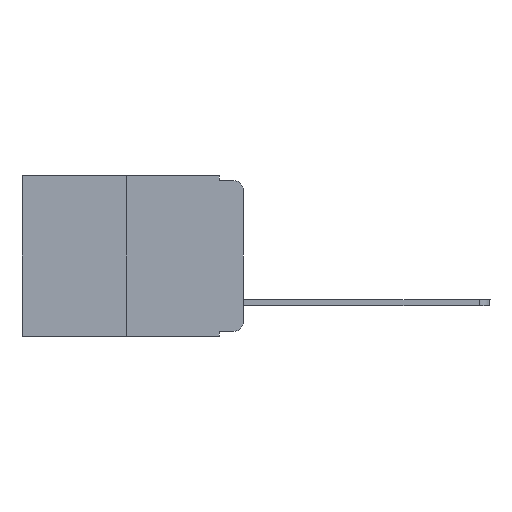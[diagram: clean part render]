
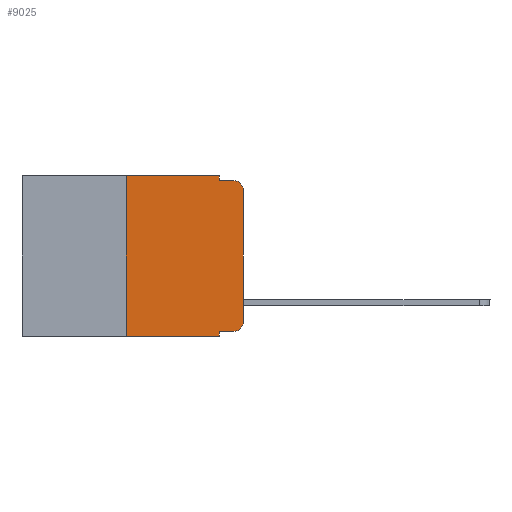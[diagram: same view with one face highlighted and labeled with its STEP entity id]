
A CAD part, left-side view. The second image highlights one B-rep face of the part: STEP entity #9025.
In plain terms, the highlighted planar face has unit normal (-1, 0, 0).
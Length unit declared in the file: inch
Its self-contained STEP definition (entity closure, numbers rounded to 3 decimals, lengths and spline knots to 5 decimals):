
#32 = CARTESIAN_POINT ( 'NONE',  ( 0., 0.25, 0. ) ) ;
#39 = VECTOR ( 'NONE', #14421, 39.37008 ) ;
#335 = LINE ( 'NONE', #6187, #15392 ) ;
#682 = CARTESIAN_POINT ( 'NONE',  ( 0., 0.473, 0. ) ) ;
#843 = CARTESIAN_POINT ( 'NONE',  ( 0., 0., -0.313 ) ) ;
#885 = CARTESIAN_POINT ( 'NONE',  ( 0., 0.051, 0. ) ) ;
#1308 = EDGE_CURVE ( 'NONE', #12743, #11395, #14997, .T. ) ;
#1808 = ORIENTED_EDGE ( 'NONE', *, *, #5778, .F. ) ;
#1950 = DIRECTION ( 'NONE',  ( 0., 0., -1. ) ) ;
#1998 = CARTESIAN_POINT ( 'NONE',  ( 0., 0.02, -0.03 ) ) ;
#2234 = EDGE_CURVE ( 'NONE', #3560, #2253, #11082, .T. ) ;
#2253 = VERTEX_POINT ( 'NONE', #5747 ) ;
#2291 = VERTEX_POINT ( 'NONE', #32 ) ;
#2399 = LINE ( 'NONE', #9072, #5016 ) ;
#2585 = CARTESIAN_POINT ( 'NONE',  ( 0., 0.051, 0. ) ) ;
#2982 = CARTESIAN_POINT ( 'NONE',  ( 0., 0.25, -0.343 ) ) ;
#3143 = DIRECTION ( 'NONE',  ( 0., 0., -1. ) ) ;
#3184 = DIRECTION ( 'NONE',  ( 0., 0., -1. ) ) ;
#3340 = ORIENTED_EDGE ( 'NONE', *, *, #10646, .T. ) ;
#3434 = DIRECTION ( 'NONE',  ( -1., 0., 0. ) ) ;
#3451 = CARTESIAN_POINT ( 'NONE',  ( 0., 0.051, -0.343 ) ) ;
#3491 = EDGE_CURVE ( 'NONE', #13549, #12743, #6430, .T. ) ;
#3560 = VERTEX_POINT ( 'NONE', #13190 ) ;
#3672 = CARTESIAN_POINT ( 'NONE',  ( 0., 0.473, 0. ) ) ;
#3676 = LINE ( 'NONE', #7426, #5935 ) ;
#3779 = DIRECTION ( 'NONE',  ( 0., 0., -1. ) ) ;
#4298 = EDGE_LOOP ( 'NONE', ( #3340, #8869, #14032, #1808, #9922, #11022, #11276, #9569, #15117, #13756 ) ) ;
#4834 = VECTOR ( 'NONE', #6052, 39.37008 ) ;
#4929 = VERTEX_POINT ( 'NONE', #12406 ) ;
#5016 = VECTOR ( 'NONE', #13863, 39.37008 ) ;
#5747 = CARTESIAN_POINT ( 'NONE',  ( 0., 0.02, -0.01 ) ) ;
#5778 = EDGE_CURVE ( 'NONE', #4929, #9716, #11299, .T. ) ;
#5935 = VECTOR ( 'NONE', #7262, 39.37008 ) ;
#6052 = DIRECTION ( 'NONE',  ( 0., -1., 0. ) ) ;
#6060 = PLANE ( 'NONE',  #12462 ) ;
#6187 = CARTESIAN_POINT ( 'NONE',  ( 0., 0.051, -0.01 ) ) ;
#6430 = LINE ( 'NONE', #9825, #39 ) ;
#7262 = DIRECTION ( 'NONE',  ( 0., 0., 1. ) ) ;
#7426 = CARTESIAN_POINT ( 'NONE',  ( 0., 0.25, 0. ) ) ;
#7558 = CARTESIAN_POINT ( 'NONE',  ( 0., 0.02, -0.333 ) ) ;
#7661 = LINE ( 'NONE', #3672, #4834 ) ;
#8377 = VECTOR ( 'NONE', #1950, 39.37008 ) ;
#8417 = CARTESIAN_POINT ( 'NONE',  ( 0., 0.051, -0.333 ) ) ;
#8869 = ORIENTED_EDGE ( 'NONE', *, *, #2234, .T. ) ;
#8961 = AXIS2_PLACEMENT_3D ( 'NONE', #1998, #11699, #3184 ) ;
#9025 = ADVANCED_FACE ( 'NONE', ( #10647 ), #6060, .F. ) ;
#9072 = CARTESIAN_POINT ( 'NONE',  ( 0., 0., 0. ) ) ;
#9392 = EDGE_CURVE ( 'NONE', #12788, #14105, #13619, .T. ) ;
#9427 = DIRECTION ( 'NONE',  ( 1., 0., 0. ) ) ;
#9569 = ORIENTED_EDGE ( 'NONE', *, *, #13735, .F. ) ;
#9716 = VERTEX_POINT ( 'NONE', #14445 ) ;
#9825 = CARTESIAN_POINT ( 'NONE',  ( 0., 0.051, -0.333 ) ) ;
#9922 = ORIENTED_EDGE ( 'NONE', *, *, #11477, .F. ) ;
#10592 = CARTESIAN_POINT ( 'NONE',  ( 0., 0.02, -0.313 ) ) ;
#10597 = VECTOR ( 'NONE', #3779, 39.37008 ) ;
#10646 = EDGE_CURVE ( 'NONE', #11395, #3560, #2399, .T. ) ;
#10647 = FACE_OUTER_BOUND ( 'NONE', #4298, .T. ) ;
#11022 = ORIENTED_EDGE ( 'NONE', *, *, #13678, .F. ) ;
#11082 = CIRCLE ( 'NONE', #8961, 0.02 ) ;
#11187 = VECTOR ( 'NONE', #13500, 39.37008 ) ;
#11246 = CARTESIAN_POINT ( 'NONE',  ( 0., 0.473, -0.343 ) ) ;
#11276 = ORIENTED_EDGE ( 'NONE', *, *, #9392, .T. ) ;
#11299 = LINE ( 'NONE', #885, #8377 ) ;
#11395 = VERTEX_POINT ( 'NONE', #843 ) ;
#11477 = EDGE_CURVE ( 'NONE', #2291, #4929, #7661, .T. ) ;
#11699 = DIRECTION ( 'NONE',  ( -1., 0., 0. ) ) ;
#12406 = CARTESIAN_POINT ( 'NONE',  ( 0., 0.051, 0. ) ) ;
#12447 = LINE ( 'NONE', #2585, #10597 ) ;
#12462 = AXIS2_PLACEMENT_3D ( 'NONE', #682, #9427, #3143 ) ;
#12743 = VERTEX_POINT ( 'NONE', #7558 ) ;
#12788 = VERTEX_POINT ( 'NONE', #2982 ) ;
#13190 = CARTESIAN_POINT ( 'NONE',  ( 0., 0., -0.03 ) ) ;
#13457 = DIRECTION ( 'NONE',  ( 0., -1., 0. ) ) ;
#13500 = DIRECTION ( 'NONE',  ( 0., -1., 0. ) ) ;
#13549 = VERTEX_POINT ( 'NONE', #8417 ) ;
#13598 = AXIS2_PLACEMENT_3D ( 'NONE', #10592, #3434, #15381 ) ;
#13619 = LINE ( 'NONE', #11246, #11187 ) ;
#13678 = EDGE_CURVE ( 'NONE', #12788, #2291, #3676, .T. ) ;
#13735 = EDGE_CURVE ( 'NONE', #13549, #14105, #12447, .T. ) ;
#13756 = ORIENTED_EDGE ( 'NONE', *, *, #1308, .T. ) ;
#13863 = DIRECTION ( 'NONE',  ( 0., 0., 1. ) ) ;
#14032 = ORIENTED_EDGE ( 'NONE', *, *, #14426, .F. ) ;
#14105 = VERTEX_POINT ( 'NONE', #3451 ) ;
#14421 = DIRECTION ( 'NONE',  ( 0., -1., 0. ) ) ;
#14426 = EDGE_CURVE ( 'NONE', #9716, #2253, #335, .T. ) ;
#14445 = CARTESIAN_POINT ( 'NONE',  ( 0., 0.051, -0.01 ) ) ;
#14997 = CIRCLE ( 'NONE', #13598, 0.02 ) ;
#15117 = ORIENTED_EDGE ( 'NONE', *, *, #3491, .T. ) ;
#15381 = DIRECTION ( 'NONE',  ( 0., 0., -1. ) ) ;
#15392 = VECTOR ( 'NONE', #13457, 39.37008 ) ;
